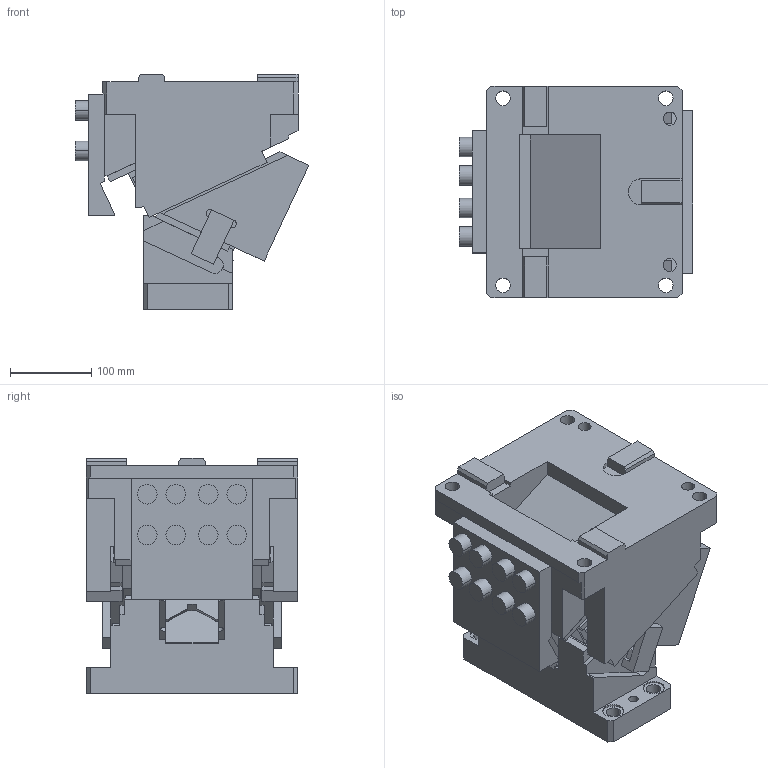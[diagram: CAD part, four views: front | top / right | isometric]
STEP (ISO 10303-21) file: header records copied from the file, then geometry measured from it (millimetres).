
FILE_DESCRIPTION(('CATIA V5 STEP Exchange'),'2;1');
FILE_NAME('CACK_200_25.stp','2015-04-23T08:10:20+00:00',('none'),('none'),'CATIA Version 5 Release 19 SP 2 (IN-10)','CATIA V5 STEP AP203','none');
FILE_SCHEMA(('CONFIG_CONTROL_DESIGN'));
Length unit declared in the file: millimetre
Products named in the file (1): CACK_200_25
Bounding box: 287.26 x 260 x 289 mm (x, y, z)
Volume: 10850948.5 mm3; surface area: 758453.5 mm2
Topology: 3 solids, 3 shells, 375 faces, 1016 edges, 665 vertices
Faces by surface type: plane 295, cylinder 80
Entity records: 11193 total; most frequent: CARTESIAN_POINT 2108, ORIENTED_EDGE 2032, DIRECTION 1543, EDGE_CURVE 1016, VECTOR 827, LINE 827, VERTEX_POINT 665, AXIS2_PLACEMENT_3D 436
